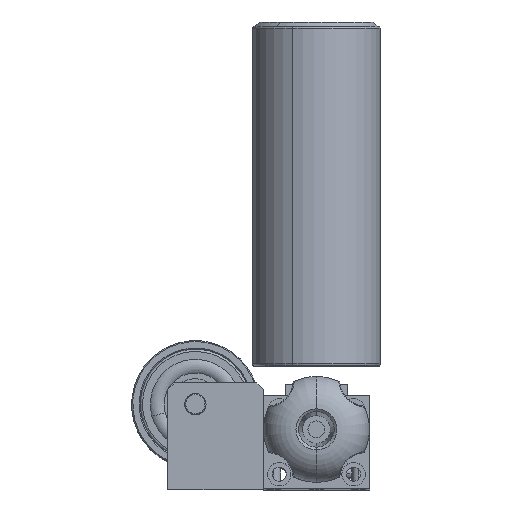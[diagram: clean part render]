
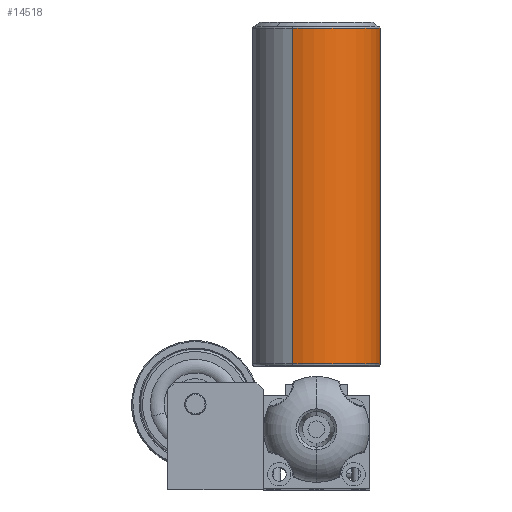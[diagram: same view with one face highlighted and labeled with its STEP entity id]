
A CAD part, top view. The second image highlights one B-rep face of the part: STEP entity #14518.
In plain terms, the highlighted cylindrical face has radius 30 mm (diameter 60 mm), a partial arc.
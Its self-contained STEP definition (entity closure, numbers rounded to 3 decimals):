
#1533 = LINE ( 'NONE', #18844, #6820 ) ;
#1990 = CYLINDRICAL_SURFACE ( 'NONE', #9237, 30. ) ;
#2138 = VERTEX_POINT ( 'NONE', #4339 ) ;
#2621 = CARTESIAN_POINT ( 'NONE',  ( -11.172, 59., 102.842 ) ) ;
#3982 = ORIENTED_EDGE ( 'NONE', *, *, #4076, .T. ) ;
#4072 = DIRECTION ( 'NONE',  ( 0., -1., 0. ) ) ;
#4076 = EDGE_CURVE ( 'NONE', #2138, #9432, #18339, .T. ) ;
#4338 = DIRECTION ( 'NONE',  ( -0.372, 0., 0.928 ) ) ;
#4339 = CARTESIAN_POINT ( 'NONE',  ( -11.172, 217., 102.842 ) ) ;
#4678 = DIRECTION ( 'NONE',  ( -0.372, 0., 0.928 ) ) ;
#5156 = EDGE_CURVE ( 'NONE', #13007, #2138, #6454, .T. ) ;
#5187 = EDGE_CURVE ( 'NONE', #11631, #9432, #8771, .T. ) ;
#5653 = ORIENTED_EDGE ( 'NONE', *, *, #8396, .F. ) ;
#6454 = CIRCLE ( 'NONE', #9266, 30. ) ;
#6820 = VECTOR ( 'NONE', #4072, 1000. ) ;
#7575 = CARTESIAN_POINT ( 'NONE',  ( -11.172, 58., 102.842 ) ) ;
#8392 = CARTESIAN_POINT ( 'NONE',  ( 11.172, 59., 47.158 ) ) ;
#8396 = EDGE_CURVE ( 'NONE', #13007, #11631, #1533, .T. ) ;
#8771 = CIRCLE ( 'NONE', #15742, 30. ) ;
#8962 = CARTESIAN_POINT ( 'NONE',  ( 11.172, 217., 47.158 ) ) ;
#9237 = AXIS2_PLACEMENT_3D ( 'NONE', #9606, #11027, #4678 ) ;
#9266 = AXIS2_PLACEMENT_3D ( 'NONE', #12348, #20353, #18830 ) ;
#9432 = VERTEX_POINT ( 'NONE', #2621 ) ;
#9606 = CARTESIAN_POINT ( 'NONE',  ( 0., 58., 75. ) ) ;
#10488 = ORIENTED_EDGE ( 'NONE', *, *, #5156, .T. ) ;
#10891 = CARTESIAN_POINT ( 'NONE',  ( 0., 59., 75. ) ) ;
#11027 = DIRECTION ( 'NONE',  ( 0., -1., 0. ) ) ;
#11408 = ORIENTED_EDGE ( 'NONE', *, *, #5187, .F. ) ;
#11631 = VERTEX_POINT ( 'NONE', #8392 ) ;
#12348 = CARTESIAN_POINT ( 'NONE',  ( 0., 217., 75. ) ) ;
#13007 = VERTEX_POINT ( 'NONE', #8962 ) ;
#13480 = VECTOR ( 'NONE', #15338, 1000. ) ;
#14518 = ADVANCED_FACE ( 'NONE', ( #15145 ), #1990, .T. ) ;
#15145 = FACE_OUTER_BOUND ( 'NONE', #15628, .T. ) ;
#15338 = DIRECTION ( 'NONE',  ( 0., -1., 0. ) ) ;
#15628 = EDGE_LOOP ( 'NONE', ( #5653, #10488, #3982, #11408 ) ) ;
#15742 = AXIS2_PLACEMENT_3D ( 'NONE', #10891, #20494, #4338 ) ;
#18339 = LINE ( 'NONE', #7575, #13480 ) ;
#18830 = DIRECTION ( 'NONE',  ( -0.372, 0., 0.928 ) ) ;
#18844 = CARTESIAN_POINT ( 'NONE',  ( 11.172, 58., 47.158 ) ) ;
#20353 = DIRECTION ( 'NONE',  ( 0., -1., 0. ) ) ;
#20494 = DIRECTION ( 'NONE',  ( 0., -1., 0. ) ) ;
